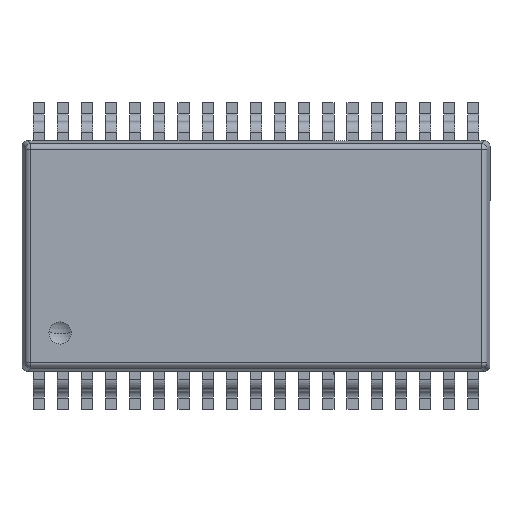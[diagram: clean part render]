
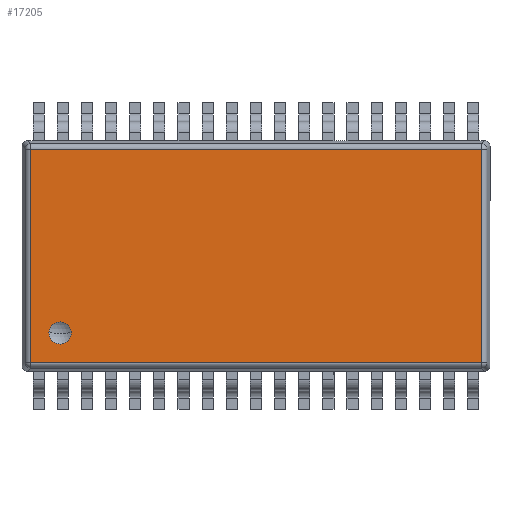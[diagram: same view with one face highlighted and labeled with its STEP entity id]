
A CAD part, top view. The second image highlights one B-rep face of the part: STEP entity #17205.
In plain terms, the highlighted planar face has unit normal (0, 0, 1).
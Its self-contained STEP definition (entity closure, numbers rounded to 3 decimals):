
#800 = LINE ( 'NONE', #4496, #16716 ) ;
#864 = EDGE_CURVE ( 'NONE', #13464, #16594, #13596, .T. ) ;
#1275 = CARTESIAN_POINT ( 'NONE',  ( -5.175, -2.075, 1.2 ) ) ;
#1733 = CARTESIAN_POINT ( 'NONE',  ( -5.475, -2.075, 1.2 ) ) ;
#1914 = FACE_OUTER_BOUND ( 'NONE', #8646, .T. ) ;
#3390 = DIRECTION ( 'NONE',  ( 0., 0., 1. ) ) ;
#3934 = EDGE_CURVE ( 'NONE', #5455, #6688, #12811, .T. ) ;
#4178 = EDGE_CURVE ( 'NONE', #17310, #16194, #800, .T. ) ;
#4496 = CARTESIAN_POINT ( 'NONE',  ( -6.5, -2.872, 1.2 ) ) ;
#4856 = LINE ( 'NONE', #7655, #12143 ) ;
#5455 = VERTEX_POINT ( 'NONE', #18729 ) ;
#5874 = CARTESIAN_POINT ( 'NONE',  ( 5.872, -2.872, 1.2 ) ) ;
#6101 = DIRECTION ( 'NONE',  ( 1., 0., 0. ) ) ;
#6363 = DIRECTION ( 'NONE',  ( -1., 0., 0. ) ) ;
#6554 = PLANE ( 'NONE',  #13393 ) ;
#6688 = VERTEX_POINT ( 'NONE', #1275 ) ;
#6744 = CARTESIAN_POINT ( 'NONE',  ( 5.872, 2.872, 1.2 ) ) ;
#7169 = DIRECTION ( 'NONE',  ( 1., 0., 0. ) ) ;
#7655 = CARTESIAN_POINT ( 'NONE',  ( 5.872, -3.1, 1.2 ) ) ;
#7816 = FACE_BOUND ( 'NONE', #11898, .T. ) ;
#7901 = CARTESIAN_POINT ( 'NONE',  ( -6.5, 2.872, 1.2 ) ) ;
#7946 = ORIENTED_EDGE ( 'NONE', *, *, #8980, .T. ) ;
#8152 = DIRECTION ( 'NONE',  ( 0., -1., 0. ) ) ;
#8225 = CARTESIAN_POINT ( 'NONE',  ( -6.5, -3.1, 1.2 ) ) ;
#8646 = EDGE_LOOP ( 'NONE', ( #17271, #16365, #12568, #7946 ) ) ;
#8833 = AXIS2_PLACEMENT_3D ( 'NONE', #10626, #3390, #11129 ) ;
#8980 = EDGE_CURVE ( 'NONE', #16194, #13464, #4856, .T. ) ;
#9729 = VECTOR ( 'NONE', #6363, 1000. ) ;
#10626 = CARTESIAN_POINT ( 'NONE',  ( -5.475, -2.075, 1.2 ) ) ;
#11001 = CARTESIAN_POINT ( 'NONE',  ( -6.272, -3.1, 1.2 ) ) ;
#11129 = DIRECTION ( 'NONE',  ( 1., 0., 0. ) ) ;
#11898 = EDGE_LOOP ( 'NONE', ( #18550, #13114 ) ) ;
#11917 = DIRECTION ( 'NONE',  ( 0., 0., 1. ) ) ;
#12143 = VECTOR ( 'NONE', #13559, 1000. ) ;
#12568 = ORIENTED_EDGE ( 'NONE', *, *, #4178, .T. ) ;
#12603 = VECTOR ( 'NONE', #8152, 1000. ) ;
#12669 = EDGE_CURVE ( 'NONE', #6688, #5455, #16795, .T. ) ;
#12811 = CIRCLE ( 'NONE', #8833, 0.3 ) ;
#13114 = ORIENTED_EDGE ( 'NONE', *, *, #3934, .F. ) ;
#13393 = AXIS2_PLACEMENT_3D ( 'NONE', #8225, #16901, #15620 ) ;
#13464 = VERTEX_POINT ( 'NONE', #6744 ) ;
#13559 = DIRECTION ( 'NONE',  ( 0., 1., 0. ) ) ;
#13596 = LINE ( 'NONE', #7901, #9729 ) ;
#14485 = CARTESIAN_POINT ( 'NONE',  ( -6.272, -2.872, 1.2 ) ) ;
#15620 = DIRECTION ( 'NONE',  ( 1., 0., 0. ) ) ;
#16194 = VERTEX_POINT ( 'NONE', #5874 ) ;
#16365 = ORIENTED_EDGE ( 'NONE', *, *, #17109, .T. ) ;
#16584 = AXIS2_PLACEMENT_3D ( 'NONE', #1733, #11917, #6101 ) ;
#16594 = VERTEX_POINT ( 'NONE', #17042 ) ;
#16716 = VECTOR ( 'NONE', #7169, 1000. ) ;
#16795 = CIRCLE ( 'NONE', #16584, 0.3 ) ;
#16901 = DIRECTION ( 'NONE',  ( 0., 0., 1. ) ) ;
#17042 = CARTESIAN_POINT ( 'NONE',  ( -6.272, 2.872, 1.2 ) ) ;
#17109 = EDGE_CURVE ( 'NONE', #16594, #17310, #17340, .T. ) ;
#17205 = ADVANCED_FACE ( 'NONE', ( #7816, #1914 ), #6554, .T. ) ;
#17271 = ORIENTED_EDGE ( 'NONE', *, *, #864, .T. ) ;
#17310 = VERTEX_POINT ( 'NONE', #14485 ) ;
#17340 = LINE ( 'NONE', #11001, #12603 ) ;
#18550 = ORIENTED_EDGE ( 'NONE', *, *, #12669, .F. ) ;
#18729 = CARTESIAN_POINT ( 'NONE',  ( -5.775, -2.075, 1.2 ) ) ;
